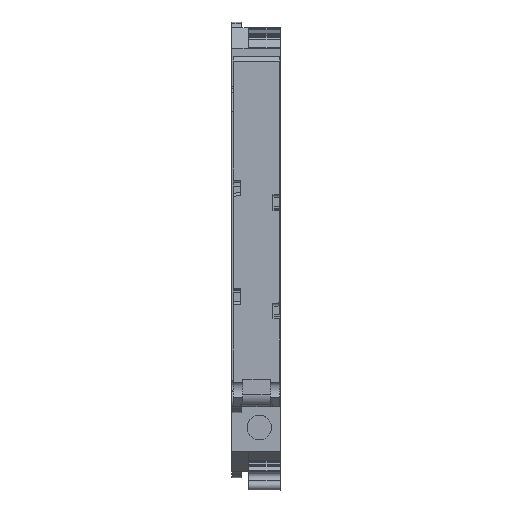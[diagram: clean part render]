
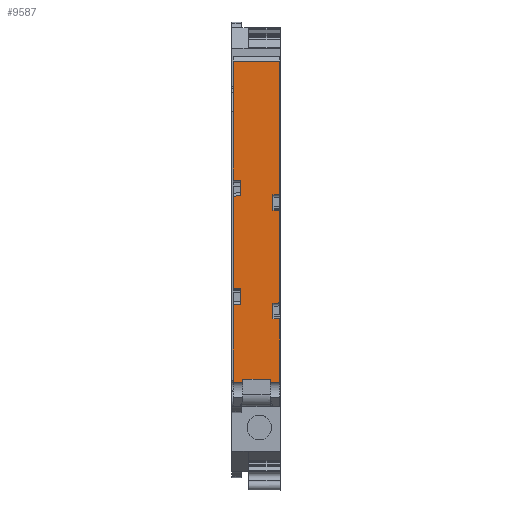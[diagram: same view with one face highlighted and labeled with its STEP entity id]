
A CAD part, top view. The second image highlights one B-rep face of the part: STEP entity #9587.
In plain terms, the highlighted planar face has unit normal (0, 0, 1).
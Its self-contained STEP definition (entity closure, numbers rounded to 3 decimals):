
#9448=AXIS2_PLACEMENT_3D('Plane Axis2P3D',#9445,#9446,#9447) ;
#8712=CARTESIAN_POINT('Vertex',(8.009,71.114,55.15)) ;
#8715=CARTESIAN_POINT('Line Origine',(8.009,66.114,55.15)) ;
#8719=CARTESIAN_POINT('Vertex',(8.009,61.114,55.15)) ;
#8722=CARTESIAN_POINT('Line Origine',(8.009,55.039,55.15)) ;
#8726=CARTESIAN_POINT('Vertex',(8.009,48.964,55.15)) ;
#8791=CARTESIAN_POINT('Vertex',(8.009,46.322,55.15)) ;
#8794=CARTESIAN_POINT('Line Origine',(8.009,38.643,55.15)) ;
#8798=CARTESIAN_POINT('Vertex',(8.009,30.964,55.15)) ;
#8870=CARTESIAN_POINT('Vertex',(8.009,28.322,55.15)) ;
#8873=CARTESIAN_POINT('Line Origine',(8.009,23.052,55.15)) ;
#8877=CARTESIAN_POINT('Vertex',(8.009,17.781,55.15)) ;
#9066=CARTESIAN_POINT('Vertex',(0.309,51.337,55.15)) ;
#9069=CARTESIAN_POINT('Line Origine',(0.309,56.226,55.15)) ;
#9073=CARTESIAN_POINT('Vertex',(0.309,61.114,55.15)) ;
#9076=CARTESIAN_POINT('Line Origine',(0.309,66.114,55.15)) ;
#9080=CARTESIAN_POINT('Vertex',(0.309,71.114,55.15)) ;
#9155=CARTESIAN_POINT('Vertex',(0.309,17.781,55.15)) ;
#9158=CARTESIAN_POINT('Line Origine',(0.309,24.238,55.15)) ;
#9162=CARTESIAN_POINT('Vertex',(0.309,30.695,55.15)) ;
#9227=CARTESIAN_POINT('Vertex',(0.309,33.337,55.15)) ;
#9230=CARTESIAN_POINT('Line Origine',(0.309,41.016,55.15)) ;
#9234=CARTESIAN_POINT('Vertex',(0.309,48.695,55.15)) ;
#9432=CARTESIAN_POINT('Line Origine',(4.159,71.114,55.15)) ;
#9445=CARTESIAN_POINT('Axis2P3D Location',(0.309,13.83,55.15)) ;
#9450=CARTESIAN_POINT('Line Origine',(0.934,51.337,55.15)) ;
#9454=CARTESIAN_POINT('Vertex',(1.559,51.337,55.15)) ;
#9457=CARTESIAN_POINT('Line Origine',(1.559,50.038,55.15)) ;
#9461=CARTESIAN_POINT('Vertex',(1.559,48.739,55.15)) ;
#9464=CARTESIAN_POINT('Line Origine',(0.934,48.717,55.15)) ;
#9469=CARTESIAN_POINT('Line Origine',(0.934,33.337,55.15)) ;
#9473=CARTESIAN_POINT('Vertex',(1.559,33.337,55.15)) ;
#9476=CARTESIAN_POINT('Line Origine',(1.559,32.038,55.15)) ;
#9480=CARTESIAN_POINT('Vertex',(1.559,30.739,55.15)) ;
#9483=CARTESIAN_POINT('Line Origine',(0.934,30.717,55.15)) ;
#9488=CARTESIAN_POINT('Line Origine',(1.084,17.781,55.15)) ;
#9492=CARTESIAN_POINT('Vertex',(1.859,17.781,55.15)) ;
#9495=CARTESIAN_POINT('Line Origine',(1.859,18.055,55.15)) ;
#9499=CARTESIAN_POINT('Vertex',(1.859,18.33,55.15)) ;
#9502=CARTESIAN_POINT('Line Origine',(4.159,18.33,55.15)) ;
#9506=CARTESIAN_POINT('Vertex',(6.459,18.33,55.15)) ;
#9509=CARTESIAN_POINT('Line Origine',(6.459,18.055,55.15)) ;
#9513=CARTESIAN_POINT('Vertex',(6.459,17.781,55.15)) ;
#9516=CARTESIAN_POINT('Line Origine',(7.234,17.781,55.15)) ;
#9521=CARTESIAN_POINT('Line Origine',(7.434,28.322,55.15)) ;
#9525=CARTESIAN_POINT('Vertex',(6.859,28.322,55.15)) ;
#9528=CARTESIAN_POINT('Line Origine',(6.859,29.623,55.15)) ;
#9532=CARTESIAN_POINT('Vertex',(6.859,30.924,55.15)) ;
#9535=CARTESIAN_POINT('Line Origine',(7.434,30.944,55.15)) ;
#9540=CARTESIAN_POINT('Line Origine',(7.434,46.322,55.15)) ;
#9544=CARTESIAN_POINT('Vertex',(6.859,46.322,55.15)) ;
#9547=CARTESIAN_POINT('Line Origine',(6.859,47.623,55.15)) ;
#9551=CARTESIAN_POINT('Vertex',(6.859,48.924,55.15)) ;
#9554=CARTESIAN_POINT('Line Origine',(7.434,48.944,55.15)) ;
#8716=DIRECTION('Vector Direction',(0.,1.,0.)) ;
#8723=DIRECTION('Vector Direction',(0.,1.,0.)) ;
#8795=DIRECTION('Vector Direction',(0.,1.,0.)) ;
#8874=DIRECTION('Vector Direction',(0.,1.,0.)) ;
#9070=DIRECTION('Vector Direction',(0.,1.,0.)) ;
#9077=DIRECTION('Vector Direction',(0.,-1.,0.)) ;
#9159=DIRECTION('Vector Direction',(0.,1.,0.)) ;
#9231=DIRECTION('Vector Direction',(0.,1.,0.)) ;
#9433=DIRECTION('Vector Direction',(-1.,0.,0.)) ;
#9446=DIRECTION('Axis2P3D Direction',(0.,0.,-1.)) ;
#9447=DIRECTION('Axis2P3D XDirection',(0.,1.,0.)) ;
#9451=DIRECTION('Vector Direction',(1.,0.,0.)) ;
#9458=DIRECTION('Vector Direction',(0.,1.,0.)) ;
#9465=DIRECTION('Vector Direction',(0.999,0.035,0.)) ;
#9470=DIRECTION('Vector Direction',(1.,0.,0.)) ;
#9477=DIRECTION('Vector Direction',(0.,-1.,0.)) ;
#9484=DIRECTION('Vector Direction',(0.999,0.035,0.)) ;
#9489=DIRECTION('Vector Direction',(1.,0.,0.)) ;
#9496=DIRECTION('Vector Direction',(0.,1.,0.)) ;
#9503=DIRECTION('Vector Direction',(-1.,0.,0.)) ;
#9510=DIRECTION('Vector Direction',(0.,1.,0.)) ;
#9517=DIRECTION('Vector Direction',(1.,0.,0.)) ;
#9522=DIRECTION('Vector Direction',(1.,0.,0.)) ;
#9529=DIRECTION('Vector Direction',(0.,1.,0.)) ;
#9536=DIRECTION('Vector Direction',(0.999,0.035,0.)) ;
#9541=DIRECTION('Vector Direction',(1.,0.,0.)) ;
#9548=DIRECTION('Vector Direction',(0.,-1.,0.)) ;
#9555=DIRECTION('Vector Direction',(0.999,0.035,0.)) ;
#8717=VECTOR('Line Direction',#8716,1.) ;
#8724=VECTOR('Line Direction',#8723,1.) ;
#8796=VECTOR('Line Direction',#8795,1.) ;
#8875=VECTOR('Line Direction',#8874,1.) ;
#9071=VECTOR('Line Direction',#9070,1.) ;
#9078=VECTOR('Line Direction',#9077,1.) ;
#9160=VECTOR('Line Direction',#9159,1.) ;
#9232=VECTOR('Line Direction',#9231,1.) ;
#9434=VECTOR('Line Direction',#9433,1.) ;
#9452=VECTOR('Line Direction',#9451,1.) ;
#9459=VECTOR('Line Direction',#9458,1.) ;
#9466=VECTOR('Line Direction',#9465,1.) ;
#9471=VECTOR('Line Direction',#9470,1.) ;
#9478=VECTOR('Line Direction',#9477,1.) ;
#9485=VECTOR('Line Direction',#9484,1.) ;
#9490=VECTOR('Line Direction',#9489,1.) ;
#9497=VECTOR('Line Direction',#9496,1.) ;
#9504=VECTOR('Line Direction',#9503,1.) ;
#9511=VECTOR('Line Direction',#9510,1.) ;
#9518=VECTOR('Line Direction',#9517,1.) ;
#9523=VECTOR('Line Direction',#9522,1.) ;
#9530=VECTOR('Line Direction',#9529,1.) ;
#9537=VECTOR('Line Direction',#9536,1.) ;
#9542=VECTOR('Line Direction',#9541,1.) ;
#9549=VECTOR('Line Direction',#9548,1.) ;
#9556=VECTOR('Line Direction',#9555,1.) ;
#9560=ORIENTED_EDGE('',*,*,#8721,.T.) ;
#9561=ORIENTED_EDGE('',*,*,#9436,.T.) ;
#9562=ORIENTED_EDGE('',*,*,#9082,.T.) ;
#9563=ORIENTED_EDGE('',*,*,#9075,.F.) ;
#9564=ORIENTED_EDGE('',*,*,#9456,.F.) ;
#9565=ORIENTED_EDGE('',*,*,#9463,.T.) ;
#9566=ORIENTED_EDGE('',*,*,#9468,.F.) ;
#9567=ORIENTED_EDGE('',*,*,#9236,.F.) ;
#9568=ORIENTED_EDGE('',*,*,#9475,.F.) ;
#9569=ORIENTED_EDGE('',*,*,#9482,.T.) ;
#9570=ORIENTED_EDGE('',*,*,#9487,.F.) ;
#9571=ORIENTED_EDGE('',*,*,#9164,.F.) ;
#9572=ORIENTED_EDGE('',*,*,#9494,.T.) ;
#9573=ORIENTED_EDGE('',*,*,#9501,.F.) ;
#9574=ORIENTED_EDGE('',*,*,#9508,.F.) ;
#9575=ORIENTED_EDGE('',*,*,#9515,.T.) ;
#9576=ORIENTED_EDGE('',*,*,#9520,.T.) ;
#9577=ORIENTED_EDGE('',*,*,#8879,.T.) ;
#9578=ORIENTED_EDGE('',*,*,#9527,.T.) ;
#9579=ORIENTED_EDGE('',*,*,#9534,.T.) ;
#9580=ORIENTED_EDGE('',*,*,#9539,.T.) ;
#9581=ORIENTED_EDGE('',*,*,#8800,.T.) ;
#9582=ORIENTED_EDGE('',*,*,#9546,.T.) ;
#9583=ORIENTED_EDGE('',*,*,#9553,.T.) ;
#9584=ORIENTED_EDGE('',*,*,#9558,.T.) ;
#9585=ORIENTED_EDGE('',*,*,#8728,.T.) ;
#9587=ADVANCED_FACE('KLTR KDKS1_35.1\\Koerper.2',(#9586),#9449,.F.) ;
#8721=EDGE_CURVE('',#8720,#8713,#8718,.T.) ;
#8728=EDGE_CURVE('',#8727,#8720,#8725,.T.) ;
#8800=EDGE_CURVE('',#8799,#8792,#8797,.T.) ;
#8879=EDGE_CURVE('',#8878,#8871,#8876,.T.) ;
#9075=EDGE_CURVE('',#9067,#9074,#9072,.T.) ;
#9082=EDGE_CURVE('',#9081,#9074,#9079,.T.) ;
#9164=EDGE_CURVE('',#9156,#9163,#9161,.T.) ;
#9236=EDGE_CURVE('',#9228,#9235,#9233,.T.) ;
#9436=EDGE_CURVE('',#8713,#9081,#9435,.T.) ;
#9456=EDGE_CURVE('',#9455,#9067,#9453,.F.) ;
#9463=EDGE_CURVE('',#9455,#9462,#9460,.F.) ;
#9468=EDGE_CURVE('',#9235,#9462,#9467,.T.) ;
#9475=EDGE_CURVE('',#9474,#9228,#9472,.F.) ;
#9482=EDGE_CURVE('',#9474,#9481,#9479,.T.) ;
#9487=EDGE_CURVE('',#9163,#9481,#9486,.T.) ;
#9494=EDGE_CURVE('',#9156,#9493,#9491,.T.) ;
#9501=EDGE_CURVE('',#9500,#9493,#9498,.F.) ;
#9508=EDGE_CURVE('',#9507,#9500,#9505,.T.) ;
#9515=EDGE_CURVE('',#9507,#9514,#9512,.F.) ;
#9520=EDGE_CURVE('',#9514,#8878,#9519,.T.) ;
#9527=EDGE_CURVE('',#8871,#9526,#9524,.F.) ;
#9534=EDGE_CURVE('',#9526,#9533,#9531,.T.) ;
#9539=EDGE_CURVE('',#9533,#8799,#9538,.T.) ;
#9546=EDGE_CURVE('',#8792,#9545,#9543,.F.) ;
#9553=EDGE_CURVE('',#9545,#9552,#9550,.F.) ;
#9558=EDGE_CURVE('',#9552,#8727,#9557,.T.) ;
#9559=EDGE_LOOP('',(#9560,#9561,#9562,#9563,#9564,#9565,#9566,#9567,#9568,#9569,#9570,#9571,#9572,#9573,#9574,#9575,#9576,#9577,#9578,#9579,#9580,#9581,#9582,#9583,#9584,#9585)) ;
#9586=FACE_OUTER_BOUND('',#9559,.T.) ;
#8718=LINE('Line',#8715,#8717) ;
#8725=LINE('Line',#8722,#8724) ;
#8797=LINE('Line',#8794,#8796) ;
#8876=LINE('Line',#8873,#8875) ;
#9072=LINE('Line',#9069,#9071) ;
#9079=LINE('Line',#9076,#9078) ;
#9161=LINE('Line',#9158,#9160) ;
#9233=LINE('Line',#9230,#9232) ;
#9435=LINE('Line',#9432,#9434) ;
#9453=LINE('Line',#9450,#9452) ;
#9460=LINE('Line',#9457,#9459) ;
#9467=LINE('Line',#9464,#9466) ;
#9472=LINE('Line',#9469,#9471) ;
#9479=LINE('Line',#9476,#9478) ;
#9486=LINE('Line',#9483,#9485) ;
#9491=LINE('Line',#9488,#9490) ;
#9498=LINE('Line',#9495,#9497) ;
#9505=LINE('Line',#9502,#9504) ;
#9512=LINE('Line',#9509,#9511) ;
#9519=LINE('Line',#9516,#9518) ;
#9524=LINE('Line',#9521,#9523) ;
#9531=LINE('Line',#9528,#9530) ;
#9538=LINE('Line',#9535,#9537) ;
#9543=LINE('Line',#9540,#9542) ;
#9550=LINE('Line',#9547,#9549) ;
#9557=LINE('Line',#9554,#9556) ;
#9449=PLANE('',#9448) ;
#8713=VERTEX_POINT('',#8712) ;
#8720=VERTEX_POINT('',#8719) ;
#8727=VERTEX_POINT('',#8726) ;
#8792=VERTEX_POINT('',#8791) ;
#8799=VERTEX_POINT('',#8798) ;
#8871=VERTEX_POINT('',#8870) ;
#8878=VERTEX_POINT('',#8877) ;
#9067=VERTEX_POINT('',#9066) ;
#9074=VERTEX_POINT('',#9073) ;
#9081=VERTEX_POINT('',#9080) ;
#9156=VERTEX_POINT('',#9155) ;
#9163=VERTEX_POINT('',#9162) ;
#9228=VERTEX_POINT('',#9227) ;
#9235=VERTEX_POINT('',#9234) ;
#9455=VERTEX_POINT('',#9454) ;
#9462=VERTEX_POINT('',#9461) ;
#9474=VERTEX_POINT('',#9473) ;
#9481=VERTEX_POINT('',#9480) ;
#9493=VERTEX_POINT('',#9492) ;
#9500=VERTEX_POINT('',#9499) ;
#9507=VERTEX_POINT('',#9506) ;
#9514=VERTEX_POINT('',#9513) ;
#9526=VERTEX_POINT('',#9525) ;
#9533=VERTEX_POINT('',#9532) ;
#9545=VERTEX_POINT('',#9544) ;
#9552=VERTEX_POINT('',#9551) ;
